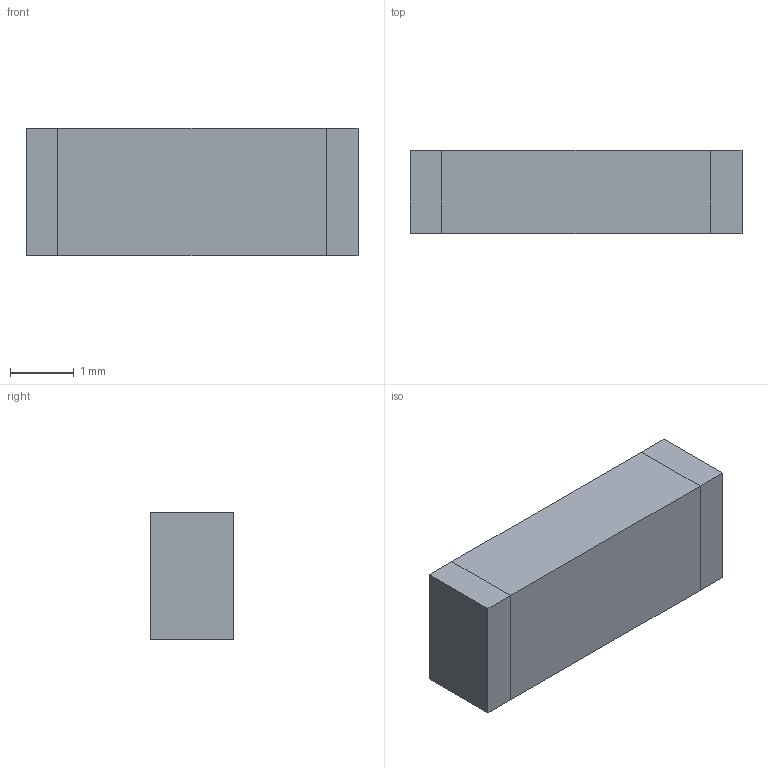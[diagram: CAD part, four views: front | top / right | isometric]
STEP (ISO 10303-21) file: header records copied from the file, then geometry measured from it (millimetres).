
FILE_DESCRIPTION (( 'STEP AP214' ), '1' );
FILE_NAME ('YC0010AA.STEP', '2021-06-17T11:04:19', ( '' ), ( '' ), 'SwSTEP 2.0', 'SolidWorks 2017', '' );
FILE_SCHEMA (( 'AUTOMOTIVE_DESIGN' ));
Length unit declared in the file: millimetre
Products named in the file (1): YC0010AA
Bounding box: 5.2 x 1.3 x 2 mm (x, y, z)
Volume: 13.5 mm3; surface area: 50.3 mm2
Topology: 4 solids, 4 shells, 29 faces, 60 edges, 40 vertices
Faces by surface type: plane 29
Entity records: 815 total; most frequent: CARTESIAN_POINT 130, ORIENTED_EDGE 120, DIRECTION 120, EDGE_CURVE 60, LINE 60, VECTOR 60, VERTEX_POINT 40, AXIS2_PLACEMENT_3D 30
